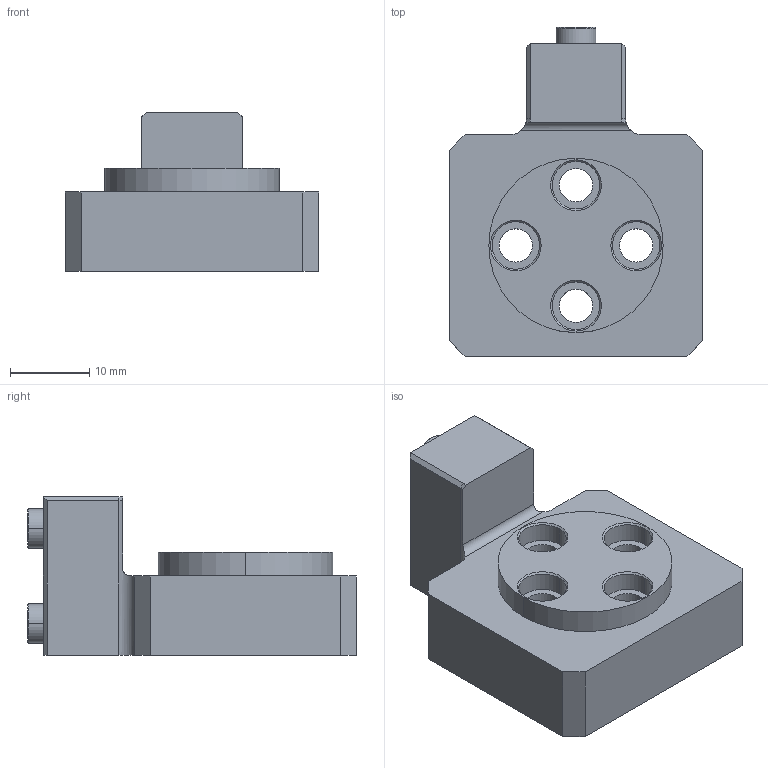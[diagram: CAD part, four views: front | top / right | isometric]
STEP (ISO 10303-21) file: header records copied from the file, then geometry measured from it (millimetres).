
FILE_DESCRIPTION((''),'2;1');
FILE_NAME('ILCM-VY-LL-64','2024-11-06T15:49:01',('AThompson'),(''),'CREO PARAMETRIC BY PTC INC, 2021164','CREO PARAMETRIC BY PTC INC, 2021164','');
FILE_SCHEMA(('AUTOMOTIVE_DESIGN { 1 0 10303 214 1 1 1 1 }'));
Length unit declared in the file: inch
Products named in the file (4): TY-LL-64_1; BOCCOLA_5H7L4_4; TY-LL-64; ILCM-VY-LL-64
Assembly tree (4 placements, depth 3):
  ILCM-VY-LL-64
    TY-LL-64
      TY-LL-64_1
      BOCCOLA_5H7L4_4  x2
Bounding box: 32 x 41.5 x 20 mm (x, y, z)
Volume: 11071.5 mm3; surface area: 5359.6 mm2
Topology: 3 solids, 3 shells, 114 faces, 259 edges, 160 vertices
Faces by surface type: cylinder 45, plane 35, cone 34
Entity records: 4109 total; most frequent: DIRECTION 633, CARTESIAN_POINT 577, ORIENTED_EDGE 454, AXIS2_PLACEMENT_3D 253, PRESENTATION_STYLE_ASSIGNMENT 235, STYLED_ITEM 235, CURVE_STYLE 233, EDGE_CURVE 227
